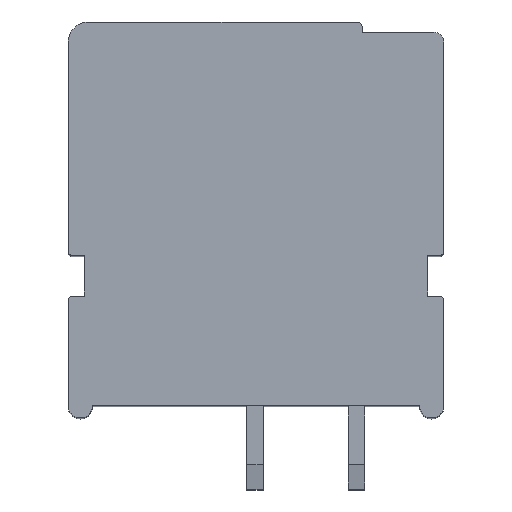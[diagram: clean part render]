
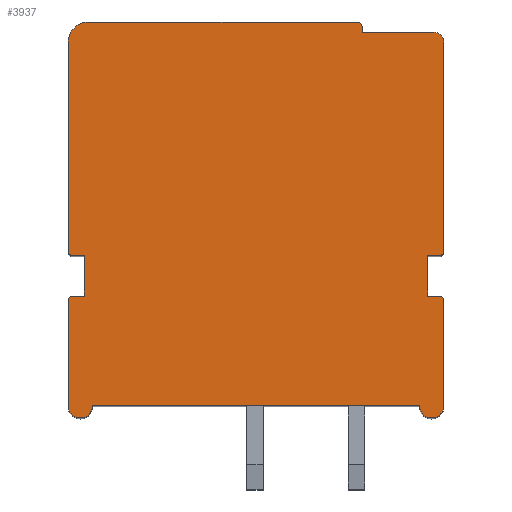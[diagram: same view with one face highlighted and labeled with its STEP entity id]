
A CAD part, top view. The second image highlights one B-rep face of the part: STEP entity #3937.
In plain terms, the highlighted planar face has unit normal (0, 0, 1).
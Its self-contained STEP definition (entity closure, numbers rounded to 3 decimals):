
#602=CARTESIAN_POINT('',(8.75,8.75,4.7));
#603=DIRECTION('',(0.,0.,1.));
#604=DIRECTION('',(1.,0.,0.));
#605=AXIS2_PLACEMENT_3D('',#602,#603,#604);
#607=DIRECTION('',(0.,1.,0.));
#608=VECTOR('',#607,10.3);
#609=CARTESIAN_POINT('',(9.25,-1.55,4.7));
#610=LINE('',#609,#608);
#611=CARTESIAN_POINT('',(9.05,-1.55,4.7));
#612=DIRECTION('',(0.,0.,1.));
#613=DIRECTION('',(0.,-1.,0.));
#614=AXIS2_PLACEMENT_3D('',#611,#612,#613);
#616=DIRECTION('',(1.,0.,0.));
#617=VECTOR('',#616,0.6);
#618=CARTESIAN_POINT('',(8.45,-1.75,4.7));
#619=LINE('',#618,#617);
#620=DIRECTION('',(0.,1.,0.));
#621=VECTOR('',#620,2.);
#622=CARTESIAN_POINT('',(8.45,-3.75,4.7));
#623=LINE('',#622,#621);
#624=DIRECTION('',(-1.,0.,0.));
#625=VECTOR('',#624,0.6);
#626=CARTESIAN_POINT('',(9.05,-3.75,4.7));
#627=LINE('',#626,#625);
#628=CARTESIAN_POINT('',(9.05,-3.95,4.7));
#629=DIRECTION('',(0.,0.,1.));
#630=DIRECTION('',(1.,0.,0.));
#631=AXIS2_PLACEMENT_3D('',#628,#629,#630);
#633=DIRECTION('',(0.,1.,0.));
#634=VECTOR('',#633,5.2);
#635=CARTESIAN_POINT('',(9.25,-9.15,4.7));
#636=LINE('',#635,#634);
#637=CARTESIAN_POINT('',(8.65,-9.15,4.7));
#638=DIRECTION('',(0.,0.,1.));
#639=DIRECTION('',(-1.,0.,0.));
#640=AXIS2_PLACEMENT_3D('',#637,#638,#639);
#642=DIRECTION('',(1.,0.,0.));
#643=VECTOR('',#642,16.1);
#644=CARTESIAN_POINT('',(-8.05,-9.15,4.7));
#645=LINE('',#644,#643);
#646=CARTESIAN_POINT('',(-8.65,-9.15,4.7));
#647=DIRECTION('',(0.,0.,1.));
#648=DIRECTION('',(-1.,0.,0.));
#649=AXIS2_PLACEMENT_3D('',#646,#647,#648);
#651=DIRECTION('',(0.,-1.,0.));
#652=VECTOR('',#651,5.2);
#653=CARTESIAN_POINT('',(-9.25,-3.95,4.7));
#654=LINE('',#653,#652);
#655=CARTESIAN_POINT('',(-9.05,-3.95,4.7));
#656=DIRECTION('',(0.,0.,1.));
#657=DIRECTION('',(0.,1.,0.));
#658=AXIS2_PLACEMENT_3D('',#655,#656,#657);
#660=DIRECTION('',(-1.,0.,0.));
#661=VECTOR('',#660,0.6);
#662=CARTESIAN_POINT('',(-8.45,-3.75,4.7));
#663=LINE('',#662,#661);
#664=DIRECTION('',(0.,-1.,0.));
#665=VECTOR('',#664,2.);
#666=CARTESIAN_POINT('',(-8.45,-1.75,4.7));
#667=LINE('',#666,#665);
#668=DIRECTION('',(1.,0.,0.));
#669=VECTOR('',#668,0.6);
#670=CARTESIAN_POINT('',(-9.05,-1.75,4.7));
#671=LINE('',#670,#669);
#672=CARTESIAN_POINT('',(-9.05,-1.55,4.7));
#673=DIRECTION('',(0.,0.,1.));
#674=DIRECTION('',(-1.,0.,0.));
#675=AXIS2_PLACEMENT_3D('',#672,#673,#674);
#677=DIRECTION('',(0.,-1.,0.));
#678=VECTOR('',#677,10.3);
#679=CARTESIAN_POINT('',(-9.25,8.75,4.7));
#680=LINE('',#679,#678);
#681=CARTESIAN_POINT('',(-8.25,8.75,4.7));
#682=DIRECTION('',(0.,0.,1.));
#683=DIRECTION('',(0.,1.,0.));
#684=AXIS2_PLACEMENT_3D('',#681,#682,#683);
#686=DIRECTION('',(-1.,0.,0.));
#687=VECTOR('',#686,13.2);
#688=CARTESIAN_POINT('',(4.95,9.75,4.7));
#689=LINE('',#688,#687);
#690=CARTESIAN_POINT('',(4.95,9.45,4.7));
#691=DIRECTION('',(0.,0.,1.));
#692=DIRECTION('',(1.,0.,0.));
#693=AXIS2_PLACEMENT_3D('',#690,#691,#692);
#695=DIRECTION('',(0.,1.,0.));
#696=VECTOR('',#695,0.2);
#697=CARTESIAN_POINT('',(5.25,9.25,4.7));
#698=LINE('',#697,#696);
#699=DIRECTION('',(-1.,0.,0.));
#700=VECTOR('',#699,3.5);
#701=CARTESIAN_POINT('',(8.75,9.25,4.7));
#702=LINE('',#701,#700);
#2513=CARTESIAN_POINT('',(9.25,8.75,4.7));
#2514=CARTESIAN_POINT('',(8.75,9.25,4.7));
#2515=VERTEX_POINT('',#2513);
#2516=VERTEX_POINT('',#2514);
#2517=CARTESIAN_POINT('',(5.25,9.25,4.7));
#2518=VERTEX_POINT('',#2517);
#2519=CARTESIAN_POINT('',(5.25,9.45,4.7));
#2520=VERTEX_POINT('',#2519);
#2521=CARTESIAN_POINT('',(4.95,9.75,4.7));
#2522=VERTEX_POINT('',#2521);
#2523=CARTESIAN_POINT('',(-8.25,9.75,4.7));
#2524=VERTEX_POINT('',#2523);
#2525=CARTESIAN_POINT('',(-9.25,8.75,4.7));
#2526=VERTEX_POINT('',#2525);
#2527=CARTESIAN_POINT('',(-9.25,-1.55,4.7));
#2528=VERTEX_POINT('',#2527);
#2529=CARTESIAN_POINT('',(-9.05,-1.75,4.7));
#2530=VERTEX_POINT('',#2529);
#2531=CARTESIAN_POINT('',(-8.45,-1.75,4.7));
#2532=VERTEX_POINT('',#2531);
#2533=CARTESIAN_POINT('',(-8.45,-3.75,4.7));
#2534=VERTEX_POINT('',#2533);
#2535=CARTESIAN_POINT('',(-9.05,-3.75,4.7));
#2536=VERTEX_POINT('',#2535);
#2537=CARTESIAN_POINT('',(-9.25,-3.95,4.7));
#2538=VERTEX_POINT('',#2537);
#2539=CARTESIAN_POINT('',(-9.25,-9.15,4.7));
#2540=VERTEX_POINT('',#2539);
#2541=CARTESIAN_POINT('',(-8.05,-9.15,4.7));
#2542=VERTEX_POINT('',#2541);
#2543=CARTESIAN_POINT('',(8.05,-9.15,4.7));
#2544=VERTEX_POINT('',#2543);
#2545=CARTESIAN_POINT('',(9.25,-9.15,4.7));
#2546=VERTEX_POINT('',#2545);
#2547=CARTESIAN_POINT('',(9.25,-3.95,4.7));
#2548=VERTEX_POINT('',#2547);
#2549=CARTESIAN_POINT('',(9.05,-3.75,4.7));
#2550=VERTEX_POINT('',#2549);
#2551=CARTESIAN_POINT('',(8.45,-3.75,4.7));
#2552=VERTEX_POINT('',#2551);
#2553=CARTESIAN_POINT('',(8.45,-1.75,4.7));
#2554=VERTEX_POINT('',#2553);
#2555=CARTESIAN_POINT('',(9.05,-1.75,4.7));
#2556=VERTEX_POINT('',#2555);
#2557=CARTESIAN_POINT('',(9.25,-1.55,4.7));
#2558=VERTEX_POINT('',#2557);
#3907=CARTESIAN_POINT('',(0.,0.,4.7));
#3908=DIRECTION('',(0.,0.,1.));
#3909=DIRECTION('',(1.,0.,0.));
#3910=AXIS2_PLACEMENT_3D('',#3907,#3908,#3909);
#3911=PLANE('',#3910);
#3912=ORIENTED_EDGE('',*,*,#3317,.F.);
#3913=ORIENTED_EDGE('',*,*,#3332,.F.);
#3914=ORIENTED_EDGE('',*,*,#3346,.F.);
#3915=ORIENTED_EDGE('',*,*,#3360,.F.);
#3916=ORIENTED_EDGE('',*,*,#3374,.F.);
#3917=ORIENTED_EDGE('',*,*,#3388,.F.);
#3918=ORIENTED_EDGE('',*,*,#3402,.F.);
#3919=ORIENTED_EDGE('',*,*,#3416,.F.);
#3920=ORIENTED_EDGE('',*,*,#3430,.F.);
#3921=ORIENTED_EDGE('',*,*,#3444,.F.);
#3922=ORIENTED_EDGE('',*,*,#3578,.F.);
#3923=ORIENTED_EDGE('',*,*,#3592,.F.);
#3924=ORIENTED_EDGE('',*,*,#3606,.F.);
#3925=ORIENTED_EDGE('',*,*,#3620,.F.);
#3926=ORIENTED_EDGE('',*,*,#3634,.F.);
#3927=ORIENTED_EDGE('',*,*,#3648,.F.);
#3928=ORIENTED_EDGE('',*,*,#3662,.F.);
#3929=ORIENTED_EDGE('',*,*,#3676,.F.);
#3930=ORIENTED_EDGE('',*,*,#3690,.F.);
#3931=ORIENTED_EDGE('',*,*,#3704,.F.);
#3932=ORIENTED_EDGE('',*,*,#3814,.F.);
#3933=ORIENTED_EDGE('',*,*,#3828,.F.);
#3934=ORIENTED_EDGE('',*,*,#3841,.F.);
#3935=EDGE_LOOP('',(#3912,#3913,#3914,#3915,#3916,#3917,#3918,#3919,#3920,#3921,
#3922,#3923,#3924,#3925,#3926,#3927,#3928,#3929,#3930,#3931,#3932,#3933,#3934));
#3936=FACE_OUTER_BOUND('',#3935,.F.);
#606=CIRCLE('',#605,0.5);
#615=CIRCLE('',#614,0.2);
#632=CIRCLE('',#631,0.2);
#641=CIRCLE('',#640,0.6);
#650=CIRCLE('',#649,0.6);
#659=CIRCLE('',#658,0.2);
#676=CIRCLE('',#675,0.2);
#685=CIRCLE('',#684,1.);
#694=CIRCLE('',#693,0.3);
#3317=EDGE_CURVE('',#2515,#2516,#606,.T.);
#3332=EDGE_CURVE('',#2558,#2515,#610,.T.);
#3346=EDGE_CURVE('',#2556,#2558,#615,.T.);
#3360=EDGE_CURVE('',#2554,#2556,#619,.T.);
#3374=EDGE_CURVE('',#2552,#2554,#623,.T.);
#3388=EDGE_CURVE('',#2550,#2552,#627,.T.);
#3402=EDGE_CURVE('',#2548,#2550,#632,.T.);
#3416=EDGE_CURVE('',#2546,#2548,#636,.T.);
#3430=EDGE_CURVE('',#2544,#2546,#641,.T.);
#3444=EDGE_CURVE('',#2542,#2544,#645,.T.);
#3578=EDGE_CURVE('',#2540,#2542,#650,.T.);
#3592=EDGE_CURVE('',#2538,#2540,#654,.T.);
#3606=EDGE_CURVE('',#2536,#2538,#659,.T.);
#3620=EDGE_CURVE('',#2534,#2536,#663,.T.);
#3634=EDGE_CURVE('',#2532,#2534,#667,.T.);
#3648=EDGE_CURVE('',#2530,#2532,#671,.T.);
#3662=EDGE_CURVE('',#2528,#2530,#676,.T.);
#3676=EDGE_CURVE('',#2526,#2528,#680,.T.);
#3690=EDGE_CURVE('',#2524,#2526,#685,.T.);
#3704=EDGE_CURVE('',#2522,#2524,#689,.T.);
#3814=EDGE_CURVE('',#2520,#2522,#694,.T.);
#3828=EDGE_CURVE('',#2518,#2520,#698,.T.);
#3841=EDGE_CURVE('',#2516,#2518,#702,.T.);
#3937=ADVANCED_FACE('',(#3936),#3911,.T.);
